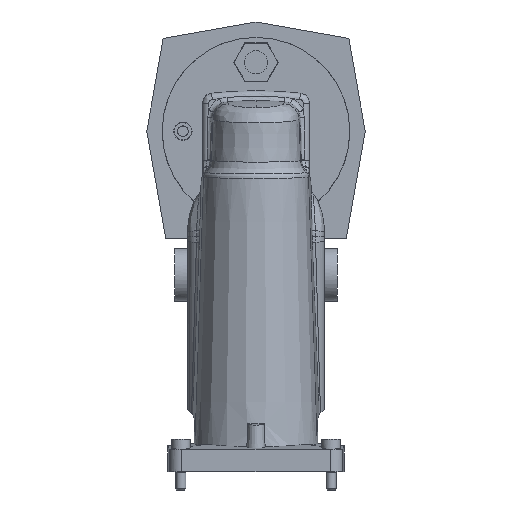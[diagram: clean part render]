
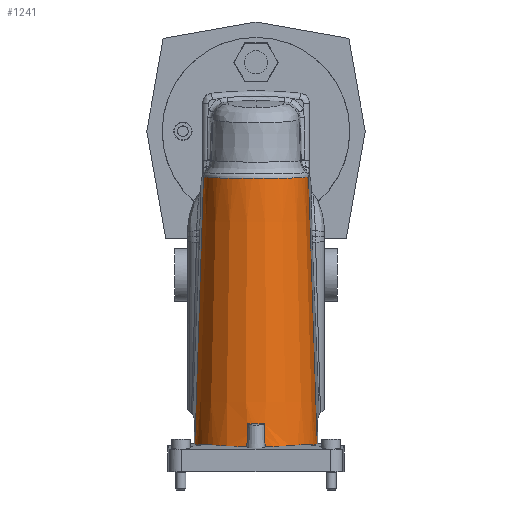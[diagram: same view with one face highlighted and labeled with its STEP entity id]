
A CAD part, front view. The second image highlights one B-rep face of the part: STEP entity #1241.
In plain terms, the highlighted conical face has half-angle 1.86 degrees and reference radius 30.25 mm.
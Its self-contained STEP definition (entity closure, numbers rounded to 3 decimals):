
#728=(
BOUNDED_CURVE()
B_SPLINE_CURVE(1,(#7590,#7591,#7592),.UNSPECIFIED.,.F.,.F.)
B_SPLINE_CURVE_WITH_KNOTS((2,1,2),(0.,0.568,1.),
 .UNSPECIFIED.)
CURVE()
GEOMETRIC_REPRESENTATION_ITEM()
RATIONAL_B_SPLINE_CURVE((1.045,1.045,1.045))
REPRESENTATION_ITEM('')
);
#790=ELLIPSE('',#5215,5281.652,67.868);
#791=ELLIPSE('',#5217,5281.652,67.868);
#809=ELLIPSE('',#5256,30.178,30.03);
#811=ELLIPSE('',#5258,30.178,30.03);
#816=ELLIPSE('',#5270,30.134,30.001);
#818=ELLIPSE('',#5273,30.134,30.001);
#824=ELLIPSE('',#5288,29.788,29.674);
#885=B_SPLINE_CURVE_WITH_KNOTS('',3,(#7608,#7609,#7610,#7611,#7612,#7613,
#7614,#7615,#7616,#7617,#7618,#7619,#7620,#7621),.UNSPECIFIED.,.F.,.F.,
(4,2,2,2,2,2,4),(0.,0.125,0.25,0.375,0.5,0.75,1.),.UNSPECIFIED.);
#1013=CONICAL_SURFACE('',#5289,30.25,1.86);
#1241=ADVANCED_FACE('',(#1629),#1013,.T.);
#1629=FACE_OUTER_BOUND('',#1892,.T.);
#1892=EDGE_LOOP('',(#3268,#3269,#3270,#3271,#3272,#3273,#3274,#3275,#3276,
#3277));
#2214=LINE('',#7191,#2522);
#2522=VECTOR('',#5890,1.);
#3268=ORIENTED_EDGE('',*,*,#4641,.F.);
#3269=ORIENTED_EDGE('',*,*,#4621,.F.);
#3270=ORIENTED_EDGE('',*,*,#4548,.F.);
#3271=ORIENTED_EDGE('',*,*,#4671,.F.);
#3272=ORIENTED_EDGE('',*,*,#4546,.F.);
#3273=ORIENTED_EDGE('',*,*,#4619,.F.);
#3274=ORIENTED_EDGE('',*,*,#4639,.F.);
#3275=ORIENTED_EDGE('',*,*,#4566,.T.);
#3276=ORIENTED_EDGE('',*,*,#4672,.T.);
#3277=ORIENTED_EDGE('',*,*,#4665,.F.);
#4078=VERTEX_POINT('',#7146);
#4079=VERTEX_POINT('',#7148);
#4080=VERTEX_POINT('',#7152);
#4081=VERTEX_POINT('',#7153);
#4096=VERTEX_POINT('',#7190);
#4097=VERTEX_POINT('',#7192);
#4129=VERTEX_POINT('',#7349);
#4130=VERTEX_POINT('',#7353);
#4140=VERTEX_POINT('',#7446);
#4153=VERTEX_POINT('',#7593);
#4546=EDGE_CURVE('',#4078,#4079,#790,.T.);
#4548=EDGE_CURVE('',#4080,#4081,#791,.T.);
#4566=EDGE_CURVE('',#4097,#4096,#2214,.T.);
#4619=EDGE_CURVE('',#4129,#4078,#809,.T.);
#4621=EDGE_CURVE('',#4081,#4130,#811,.T.);
#4639=EDGE_CURVE('',#4097,#4129,#816,.T.);
#4641=EDGE_CURVE('',#4130,#4140,#818,.T.);
#4665=EDGE_CURVE('',#4140,#4153,#728,.T.);
#4671=EDGE_CURVE('',#4079,#4080,#824,.T.);
#4672=EDGE_CURVE('',#4096,#4153,#885,.T.);
#5215=AXIS2_PLACEMENT_3D('',#7147,#5861,#5862);
#5217=AXIS2_PLACEMENT_3D('',#7151,#5866,#5867);
#5256=AXIS2_PLACEMENT_3D('',#7350,#5988,#5989);
#5258=AXIS2_PLACEMENT_3D('',#7352,#5992,#5993);
#5270=AXIS2_PLACEMENT_3D('',#7442,#6020,#6021);
#5273=AXIS2_PLACEMENT_3D('',#7445,#6026,#6027);
#5288=AXIS2_PLACEMENT_3D('',#7607,#6062,#6063);
#5289=AXIS2_PLACEMENT_3D('',#7622,#6064,#6065);
#5861=DIRECTION('',(-0.999,0.035,-0.035));
#5862=DIRECTION('',(0.035,-0.001,-0.999));
#5866=DIRECTION('',(0.999,0.035,-0.035));
#5867=DIRECTION('',(-0.035,-0.001,-0.999));
#5890=DIRECTION('',(-0.032,0.001,0.999));
#5988=DIRECTION('',(0.,0.099,-0.995));
#5989=DIRECTION('',(0.,-0.995,-0.099));
#5992=DIRECTION('',(0.,0.099,-0.995));
#5993=DIRECTION('',(0.,-0.995,-0.099));
#6020=DIRECTION('',(-0.087,0.035,-0.996));
#6021=DIRECTION('',(0.924,-0.37,-0.094));
#6026=DIRECTION('',(0.087,0.035,-0.996));
#6027=DIRECTION('',(-0.924,-0.37,-0.094));
#6062=DIRECTION('',(0.,0.087,-0.996));
#6063=DIRECTION('',(0.,-0.996,-0.087));
#6064=DIRECTION('',(0.,0.,-1.));
#6065=DIRECTION('',(-1.,0.,0.));
#7146=CARTESIAN_POINT('',(4.488,-29.79,12.313));
#7147=CARTESIAN_POINT('',(171.273,-5.985,-4737.072));
#7148=CARTESIAN_POINT('',(4.103,-29.474,23.658));
#7151=CARTESIAN_POINT('',(-171.273,-5.985,-4737.072));
#7152=CARTESIAN_POINT('',(-4.103,-29.474,23.658));
#7153=CARTESIAN_POINT('',(-4.488,-29.79,12.313));
#7190=CARTESIAN_POINT('',(25.793,-0.901,145.294));
#7191=CARTESIAN_POINT('',(28.536,-0.997,60.75));
#7192=CARTESIAN_POINT('',(30.069,-1.05,13.518));
#7349=CARTESIAN_POINT('',(23.88,-18.306,13.454));
#7350=CARTESIAN_POINT('',(0.,-0.097,15.264));
#7352=CARTESIAN_POINT('',(0.,-0.097,15.264));
#7353=CARTESIAN_POINT('',(-23.88,-18.306,13.454));
#7442=CARTESIAN_POINT('',(0.085,-0.034,16.176));
#7445=CARTESIAN_POINT('',(-0.085,-0.034,16.176));
#7446=CARTESIAN_POINT('',(-30.069,-1.05,13.518));
#7590=CARTESIAN_POINT('',(-30.232,-1.056,8.5));
#7591=CARTESIAN_POINT('',(-26.841,-0.937,113.));
#7592=CARTESIAN_POINT('',(-24.259,-0.847,192.556));
#7593=CARTESIAN_POINT('',(-25.793,-0.901,145.294));
#7607=CARTESIAN_POINT('',(0.,-0.084,26.23));
#7608=CARTESIAN_POINT('',(25.793,-0.901,145.294));
#7609=CARTESIAN_POINT('',(25.68,-4.233,145.191));
#7610=CARTESIAN_POINT('',(24.913,-7.523,145.089));
#7611=CARTESIAN_POINT('',(22.238,-13.529,144.904));
#7612=CARTESIAN_POINT('',(20.296,-16.303,144.818));
#7613=CARTESIAN_POINT('',(15.565,-20.872,144.677));
#7614=CARTESIAN_POINT('',(12.732,-22.715,144.62));
#7615=CARTESIAN_POINT('',(6.619,-25.187,144.544));
#7616=CARTESIAN_POINT('',(3.319,-25.833,144.524));
#7617=CARTESIAN_POINT('',(-6.618,-25.835,144.524));
#7618=CARTESIAN_POINT('',(-13.171,-23.187,144.606));
#7619=CARTESIAN_POINT('',(-22.697,-13.981,144.89));
#7620=CARTESIAN_POINT('',(-25.567,-7.564,145.088));
#7621=CARTESIAN_POINT('',(-25.793,-0.901,145.294));
#7622=CARTESIAN_POINT('',(0.,0.,8.5));
